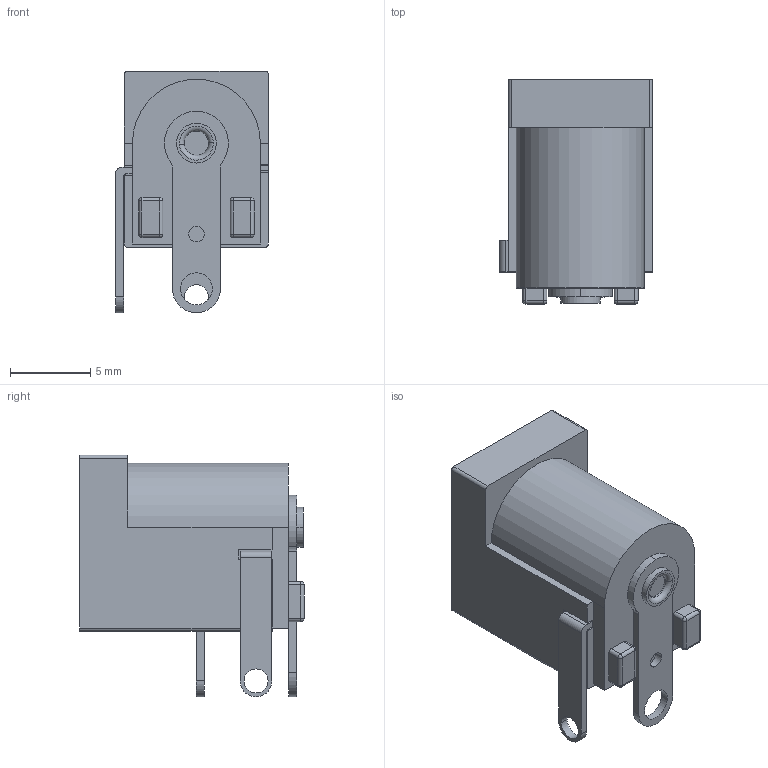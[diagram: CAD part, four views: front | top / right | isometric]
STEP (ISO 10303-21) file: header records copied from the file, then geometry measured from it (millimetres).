
FILE_DESCRIPTION (( 'STEP AP214' ), '1' );
FILE_NAME ('DC_5525_3D_MODEL.STEP', '2023-05-08T15:50:47', ( 'Windows User' ), ( 'P R C' ), 'SwSTEP 2.0', 'SolidWorks 2020', '' );
FILE_SCHEMA (( 'AUTOMOTIVE_DESIGN' ));
Length unit declared in the file: millimetre
Products named in the file (4): DC-IN-TH_DC-005B-13A^DC_5525_3D_MODEL(2)_DC_5525_3D_MODEL; DC_5525_3D_MODEL(2)^DC_5525_3D_MODEL; COMPOUND (3)^DC-IN-TH_DC-005B-13A_DC_5525_3D_MODEL(2)_DC_5525_3D_MODEL; DC_5525_3D_MODEL
Assembly tree (3 placements, depth 4):
  DC_5525_3D_MODEL
    DC_5525_3D_MODEL(2)^DC_5525_3D_MODEL
      DC-IN-TH_DC-005B-13A^DC_5525_3D_MODEL(2)_DC_5525_3D_MODEL
        COMPOUND (3)^DC-IN-TH_DC-005B-13A_DC_5525_3D_MODEL(2)_DC_5525_3D_MODEL
Bounding box: 9.55 x 14 x 15.1 mm (x, y, z)
Volume: 1124 mm3; surface area: 910.8 mm2
Topology: 3 solids, 3 shells, 125 faces, 313 edges, 193 vertices
Faces by surface type: plane 65, cylinder 46, sphere 10, torus 2, cone 2
Entity records: 4626 total; most frequent: DIRECTION 671, CARTESIAN_POINT 625, ORIENTED_EDGE 602, EDGE_CURVE 301, AXIS2_PLACEMENT_3D 237, VECTOR 197, LINE 197, VERTEX_POINT 191
